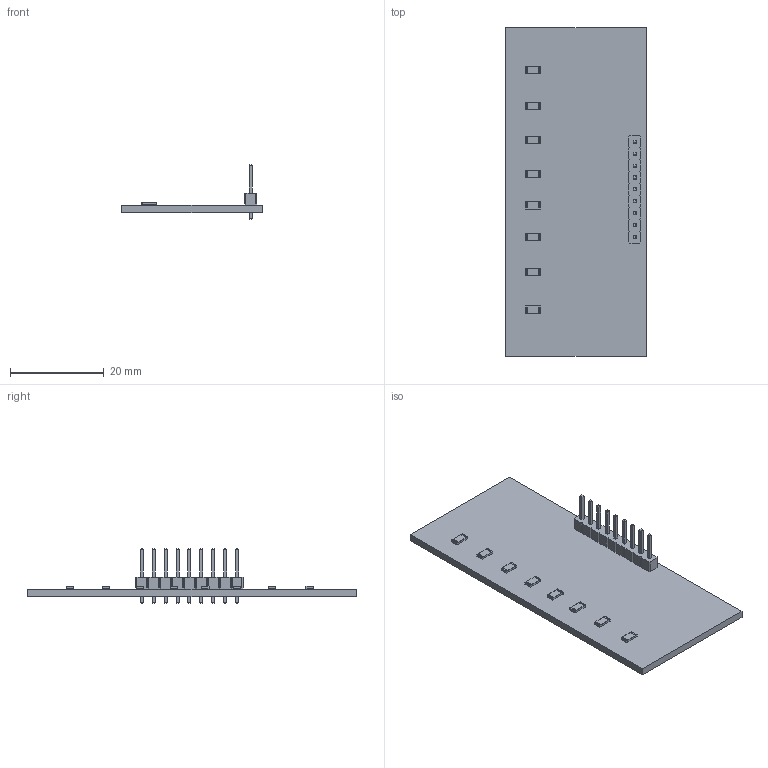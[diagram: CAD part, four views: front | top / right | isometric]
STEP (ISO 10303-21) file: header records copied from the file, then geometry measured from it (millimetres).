
FILE_DESCRIPTION(('KiCad electronic assembly'),'2;1');
FILE_NAME('Arduino_Nano_AoA_LED_Lightbar.step','2023-08-24T17:51:35',( 'Pcbnew'),('Kicad'),'Open CASCADE STEP processor 7.6', 'KiCad to STEP converter','Unknown');
FILE_SCHEMA(('AUTOMOTIVE_DESIGN { 1 0 10303 214 1 1 1 1 }'));
Length unit declared in the file: millimetre
Products named in the file (6): Arduino_Nano_AoA_LED_Lightbar 1; R_1206_3216Metric; SOLID; PinHeader_1x09_P2.54mm_Vertical; Arduino_Nano_AoA_LED_Lightbar PCB
Assembly tree (12 placements, depth 3):
  Arduino_Nano_AoA_LED_Lightbar 1
    R_1206_3216Metric  x8
      SOLID
    PinHeader_1x09_P2.54mm_Vertical
      SOLID
    Arduino_Nano_AoA_LED_Lightbar PCB
Bounding box: 30 x 70 x 11.54 mm (x, y, z)
Volume: 3550.8 mm3; surface area: 5123.1 mm2
Topology: 10 solids, 10 shells, 443 faces, 1111 edges, 706 vertices
Faces by surface type: plane 370, cylinder 73
Full cylindrical faces by diameter (mm): 0.8 x9
Entity records: 17684 total; most frequent: CARTESIAN_POINT 2733, DIRECTION 2461, LINE 1837, VECTOR 1837, ORIENTED_EDGE 1270, PCURVE 1270, DEFINITIONAL_REPRESENTATION 1270, EDGE_CURVE 635
